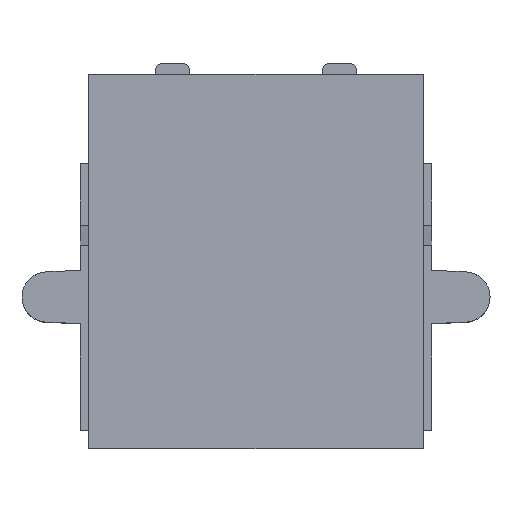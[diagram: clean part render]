
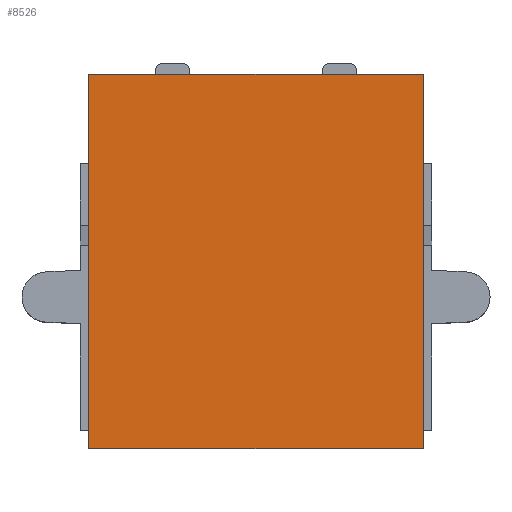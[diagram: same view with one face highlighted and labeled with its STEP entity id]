
A CAD part, top view. The second image highlights one B-rep face of the part: STEP entity #8526.
In plain terms, the highlighted planar face has unit normal (0, 0, 1).
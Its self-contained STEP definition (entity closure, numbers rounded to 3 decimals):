
#8462 = VERTEX_POINT('',#8463);
#8463 = CARTESIAN_POINT('',(5.,-4.55,10.89));
#8478 = VERTEX_POINT('',#8479);
#8479 = CARTESIAN_POINT('',(5.,6.65,10.89));
#8485 = EDGE_CURVE('',#8462,#8478,#8486,.T.);
#8486 = LINE('',#8487,#8488);
#8487 = CARTESIAN_POINT('',(5.,-4.55,10.89));
#8488 = VECTOR('',#8489,1.);
#8489 = DIRECTION('',(0.,1.,0.));
#8502 = VERTEX_POINT('',#8503);
#8503 = CARTESIAN_POINT('',(-5.,-4.55,10.89));
#8516 = EDGE_CURVE('',#8462,#8502,#8517,.T.);
#8517 = LINE('',#8518,#8519);
#8518 = CARTESIAN_POINT('',(5.,-4.55,10.89));
#8519 = VECTOR('',#8520,1.);
#8520 = DIRECTION('',(-1.,0.,0.));
#8526 = ADVANCED_FACE('',(#8527),#8545,.T.);
#8527 = FACE_BOUND('',#8528,.T.);
#8528 = EDGE_LOOP('',(#8529,#8537,#8538,#8539));
#8529 = ORIENTED_EDGE('',*,*,#8530,.F.);
#8530 = EDGE_CURVE('',#8502,#8531,#8533,.T.);
#8531 = VERTEX_POINT('',#8532);
#8532 = CARTESIAN_POINT('',(-5.,6.65,10.89));
#8533 = LINE('',#8534,#8535);
#8534 = CARTESIAN_POINT('',(-5.,-4.55,10.89));
#8535 = VECTOR('',#8536,1.);
#8536 = DIRECTION('',(0.,1.,0.));
#8537 = ORIENTED_EDGE('',*,*,#8516,.F.);
#8538 = ORIENTED_EDGE('',*,*,#8485,.T.);
#8539 = ORIENTED_EDGE('',*,*,#8540,.T.);
#8540 = EDGE_CURVE('',#8478,#8531,#8541,.T.);
#8541 = LINE('',#8542,#8543);
#8542 = CARTESIAN_POINT('',(5.,6.65,10.89));
#8543 = VECTOR('',#8544,1.);
#8544 = DIRECTION('',(-1.,0.,0.));
#8545 = PLANE('',#8546);
#8546 = AXIS2_PLACEMENT_3D('',#8547,#8548,#8549);
#8547 = CARTESIAN_POINT('',(5.,-4.55,10.89));
#8548 = DIRECTION('',(0.,0.,1.));
#8549 = DIRECTION('',(0.,1.,0.));
